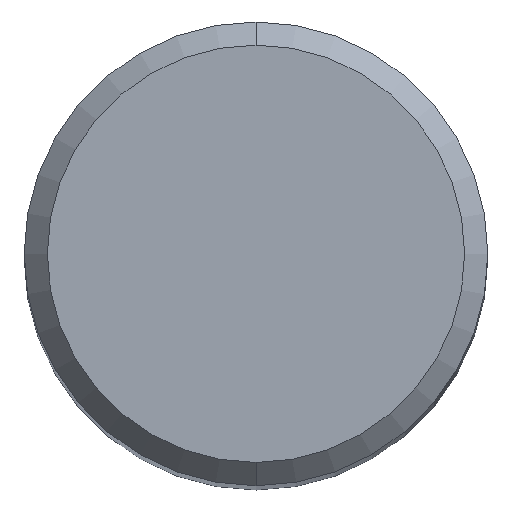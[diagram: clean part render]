
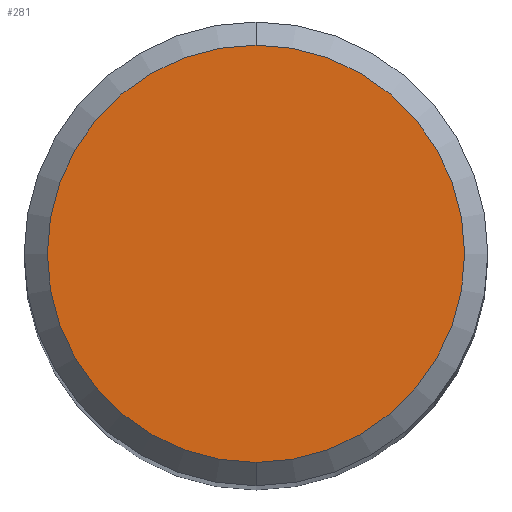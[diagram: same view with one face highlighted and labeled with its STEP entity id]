
A CAD part, top view. The second image highlights one B-rep face of the part: STEP entity #281.
In plain terms, the highlighted planar face has unit normal (0, 0, 1).
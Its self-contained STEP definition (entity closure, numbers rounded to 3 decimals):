
#251=EDGE_CURVE('',#399,#303,#549,.T.);
#281=ADVANCED_FACE('',(#581),#582,.T.);
#303=VERTEX_POINT('',#605);
#395=EDGE_CURVE('',#303,#399,#709,.T.);
#399=VERTEX_POINT('',#713);
#549=CIRCLE('',#963,3.6);
#581=FACE_OUTER_BOUND('',#1045,.T.);
#582=PLANE('',#1046);
#605=CARTESIAN_POINT('',(0.0,3.6,41.74));
#709=CIRCLE('',#1326,3.6);
#713=CARTESIAN_POINT('',(0.,-3.6,41.74));
#963=AXIS2_PLACEMENT_3D('',#1509,#1510,#1511);
#1045=EDGE_LOOP('',(#1543,#1544));
#1046=AXIS2_PLACEMENT_3D('',#1545,#1546,#1547);
#1326=AXIS2_PLACEMENT_3D('',#1685,#1686,#1687);
#1509=CARTESIAN_POINT('',(0.0,0.0,41.74));
#1510=DIRECTION('',(0.0,0.0,-1.0));
#1511=DIRECTION('',(0.0,1.0,0.0));
#1543=ORIENTED_EDGE('',*,*,#395,.F.);
#1544=ORIENTED_EDGE('',*,*,#251,.F.);
#1545=CARTESIAN_POINT('',(0.0,1.8,41.74));
#1546=DIRECTION('',(-0.0,0.0,1.0));
#1547=DIRECTION('',(0.0,-1.0,0.0));
#1685=CARTESIAN_POINT('',(0.0,0.0,41.74));
#1686=DIRECTION('',(0.0,0.0,-1.0));
#1687=DIRECTION('',(0.0,1.0,0.0));
